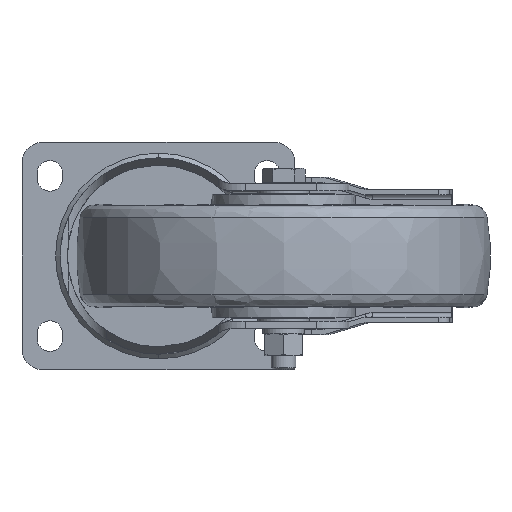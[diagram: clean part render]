
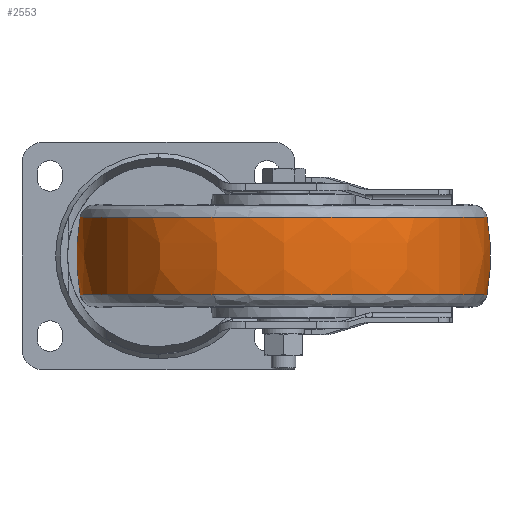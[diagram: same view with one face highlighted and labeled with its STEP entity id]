
A CAD part, front view. The second image highlights one B-rep face of the part: STEP entity #2553.
In plain terms, the highlighted free-form (B-spline) face has degree [3, 3] with [4, 4] control points.
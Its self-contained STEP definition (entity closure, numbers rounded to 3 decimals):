
#450 = CARTESIAN_POINT ( 'NONE',  ( -68.214, -338.744, -18.854 ) ) ;
#514 = CARTESIAN_POINT ( 'NONE',  ( -68.214, -142., 18.854 ) ) ;
#1927 = CARTESIAN_POINT ( 'NONE',  ( 130.706, -142., -6.347 ) ) ;
#1959 = DIRECTION ( 'NONE',  ( 0., -1., 0. ) ) ;
#2553 = ADVANCED_FACE ( 'NONE', ( #3192 ), #7028, .T. ) ;
#3072 = EDGE_CURVE ( 'NONE', #12027, #8984, #6771, .T. ) ;
#3192 = FACE_OUTER_BOUND ( 'NONE', #7544, .T. ) ;
#3377 = CARTESIAN_POINT ( 'NONE',  ( -70.39, -343.096, -6.347 ) ) ;
#4350 = CARTESIAN_POINT ( 'NONE',  ( 128.53, -142., 18.854 ) ) ;
#4388 = DIRECTION ( 'NONE',  ( 0., 0., 1. ) ) ;
#4420 = CARTESIAN_POINT ( 'NONE',  ( 128.53, -142., -18.854 ) ) ;
#4469 = AXIS2_PLACEMENT_3D ( 'NONE', #13043, #4388, #14467 ) ;
#4743 = VERTEX_POINT ( 'NONE', #17189 ) ;
#4853 = CARTESIAN_POINT ( 'NONE',  ( 130.706, -142., 6.347 ) ) ;
#5335 = EDGE_CURVE ( 'NONE', #8984, #15783, #14104, .T. ) ;
#5753 = ORIENTED_EDGE ( 'NONE', *, *, #5335, .T. ) ;
#6043 = CARTESIAN_POINT ( 'NONE',  ( 30.158, -142., 18.854 ) ) ;
#6302 = CARTESIAN_POINT ( 'NONE',  ( -70.39, -343.096, 6.347 ) ) ;
#6771 = CIRCLE ( 'NONE', #8121, 110. ) ;
#7028 =( BOUNDED_SURFACE ( )  B_SPLINE_SURFACE ( 3, 3, ( 
 ( #10566, #9198, #450, #10626 ),
 ( #1927, #12063, #3377, #13506 ),
 ( #4853, #14944, #6302, #16412 ),
 ( #7781, #17862, #9261, #514 ) ),
 .UNSPECIFIED., .F., .F., .F. ) 
 B_SPLINE_SURFACE_WITH_KNOTS ( ( 4, 4 ),
 ( 4, 4 ),
 ( 0., 1. ),
 ( 0., 1. ),
 .UNSPECIFIED. ) 
 GEOMETRIC_REPRESENTATION_ITEM ( )  RATIONAL_B_SPLINE_SURFACE ( (
 ( 1., 0.333, 0.333, 1.),
 ( 0.99, 0.33, 0.33, 0.99),
 ( 0.99, 0.33, 0.33, 0.99),
 ( 1., 0.333, 0.333, 1.) ) ) 
 REPRESENTATION_ITEM ( '' )  SURFACE ( )  );
#7495 = DIRECTION ( 'NONE',  ( -1., 0., 0. ) ) ;
#7544 = EDGE_LOOP ( 'NONE', ( #11446, #8978, #5753, #15734 ) ) ;
#7781 = CARTESIAN_POINT ( 'NONE',  ( 128.53, -142., 18.854 ) ) ;
#7912 = CARTESIAN_POINT ( 'NONE',  ( 40.158, -142., 0. ) ) ;
#8121 = AXIS2_PLACEMENT_3D ( 'NONE', #10664, #1959, #12107 ) ;
#8978 = ORIENTED_EDGE ( 'NONE', *, *, #3072, .T. ) ;
#8984 = VERTEX_POINT ( 'NONE', #4350 ) ;
#9198 = CARTESIAN_POINT ( 'NONE',  ( 128.53, -338.744, -18.854 ) ) ;
#9261 = CARTESIAN_POINT ( 'NONE',  ( -68.214, -338.744, 18.854 ) ) ;
#9374 = DIRECTION ( 'NONE',  ( -1., 0., 0. ) ) ;
#10566 = CARTESIAN_POINT ( 'NONE',  ( 128.53, -142., -18.854 ) ) ;
#10626 = CARTESIAN_POINT ( 'NONE',  ( -68.214, -142., -18.854 ) ) ;
#10664 = CARTESIAN_POINT ( 'NONE',  ( 20.158, -142., 0. ) ) ;
#11397 = AXIS2_PLACEMENT_3D ( 'NONE', #6043, #16140, #7495 ) ;
#11446 = ORIENTED_EDGE ( 'NONE', *, *, #12894, .T. ) ;
#12027 = VERTEX_POINT ( 'NONE', #4420 ) ;
#12063 = CARTESIAN_POINT ( 'NONE',  ( 130.706, -343.096, -6.347 ) ) ;
#12107 = DIRECTION ( 'NONE',  ( 1., 0., 0. ) ) ;
#12894 = EDGE_CURVE ( 'NONE', #4743, #12027, #16923, .T. ) ;
#13043 = CARTESIAN_POINT ( 'NONE',  ( 30.158, -142., -18.854 ) ) ;
#13506 = CARTESIAN_POINT ( 'NONE',  ( -70.39, -142., -6.347 ) ) ;
#14104 = CIRCLE ( 'NONE', #11397, 98.372 ) ;
#14467 = DIRECTION ( 'NONE',  ( -1., 0., 0. ) ) ;
#14944 = CARTESIAN_POINT ( 'NONE',  ( 130.706, -343.096, 6.347 ) ) ;
#15253 = AXIS2_PLACEMENT_3D ( 'NONE', #7912, #17994, #9374 ) ;
#15578 = CIRCLE ( 'NONE', #15253, 110. ) ;
#15734 = ORIENTED_EDGE ( 'NONE', *, *, #17333, .F. ) ;
#15783 = VERTEX_POINT ( 'NONE', #17289 ) ;
#16140 = DIRECTION ( 'NONE',  ( 0., 0., -1. ) ) ;
#16412 = CARTESIAN_POINT ( 'NONE',  ( -70.39, -142., 6.347 ) ) ;
#16923 = CIRCLE ( 'NONE', #4469, 98.372 ) ;
#17189 = CARTESIAN_POINT ( 'NONE',  ( -68.214, -142., -18.854 ) ) ;
#17289 = CARTESIAN_POINT ( 'NONE',  ( -68.214, -142., 18.854 ) ) ;
#17333 = EDGE_CURVE ( 'NONE', #4743, #15783, #15578, .T. ) ;
#17862 = CARTESIAN_POINT ( 'NONE',  ( 128.53, -338.744, 18.854 ) ) ;
#17994 = DIRECTION ( 'NONE',  ( 0., 1., 0. ) ) ;
